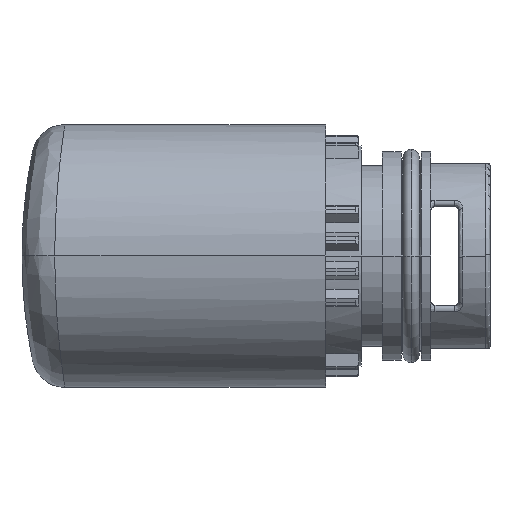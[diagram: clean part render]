
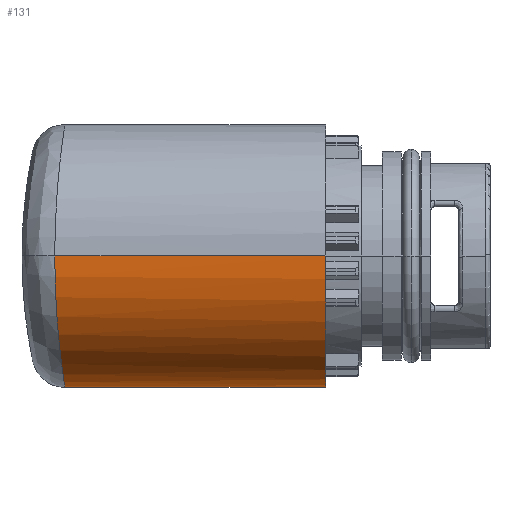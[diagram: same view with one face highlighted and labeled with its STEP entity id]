
A CAD part, left-side view. The second image highlights one B-rep face of the part: STEP entity #131.
In plain terms, the highlighted cylindrical face has radius 8 mm (diameter 16 mm), a partial arc.
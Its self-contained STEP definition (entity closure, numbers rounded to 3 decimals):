
#131=ADVANCED_FACE('',(#652),#653,.T.);
#652=FACE_OUTER_BOUND('',#1621,.T.);
#653=CYLINDRICAL_SURFACE('',#1622,8.0);
#1621=EDGE_LOOP('',(#4025,#4026,#4027,#4028,#4029,#4030,#4031));
#1622=AXIS2_PLACEMENT_3D('',#4032,#4033,#4034);
#4025=ORIENTED_EDGE('',*,*,#7676,.F.);
#4026=ORIENTED_EDGE('',*,*,#7677,.F.);
#4027=ORIENTED_EDGE('',*,*,#7678,.F.);
#4028=ORIENTED_EDGE('',*,*,#7679,.T.);
#4029=ORIENTED_EDGE('',*,*,#7680,.F.);
#4030=ORIENTED_EDGE('',*,*,#7681,.T.);
#4031=ORIENTED_EDGE('',*,*,#7682,.T.);
#4032=CARTESIAN_POINT('',(0.0,-20.925,0.0));
#4033=DIRECTION('',(0.0,-1.0,0.0));
#4034=DIRECTION('',(1.0,0.0,0.0));
#7676=EDGE_CURVE('',#9142,#9143,#9144,.T.);
#7677=EDGE_CURVE('',#9145,#9142,#9146,.T.);
#7678=EDGE_CURVE('',#9147,#9145,#9148,.T.);
#7679=EDGE_CURVE('',#9147,#9149,#9150,.T.);
#7680=EDGE_CURVE('',#9151,#9149,#9152,.T.);
#7681=EDGE_CURVE('',#9151,#9153,#9154,.T.);
#7682=EDGE_CURVE('',#9153,#9143,#9155,.T.);
#9142=VERTEX_POINT('',#11404);
#9143=VERTEX_POINT('',#11405);
#9144=LINE('',#11406,#11407);
#9145=VERTEX_POINT('',#11408);
#9146=CIRCLE('',#11409,8.0);
#9147=VERTEX_POINT('',#11410);
#9148=LINE('',#11411,#11412);
#9149=VERTEX_POINT('',#11413);
#9150=B_SPLINE_CURVE_WITH_KNOTS('',3,(#11414,#11415,#11416,#11417,#11418,#11419,#11420,#11421,#11422,#11423,#11424,#11425,#11426),.UNSPECIFIED.,.F.,.F.,(4,1,1,1,1,1,1,1,1,1,4),(0.0,0.1,0.2,0.3,0.4,0.5,0.6,0.7,0.8,0.9,1.0),.UNSPECIFIED.);
#9151=VERTEX_POINT('',#11427);
#9152=LINE('',#11428,#11429);
#9153=VERTEX_POINT('',#11430);
#9154=B_SPLINE_CURVE_WITH_KNOTS('',3,(#11431,#11432,#11433,#11434,#11435,#11436),.UNSPECIFIED.,.F.,.F.,(4,1,1,4),(0.0,0.333,0.667,1.0),.UNSPECIFIED.);
#9155=B_SPLINE_CURVE_WITH_KNOTS('',3,(#11437,#11438,#11439,#11440,#11441,#11442,#11443,#11444,#11445,#11446,#11447,#11448),.UNSPECIFIED.,.F.,.F.,(4,1,1,1,1,1,1,1,1,4),(0.0,0.111,0.222,0.333,0.444,0.556,0.667,0.778,0.889,1.0),.UNSPECIFIED.);
#11404=CARTESIAN_POINT('',(8.0,-9.5,0.));
#11405=CARTESIAN_POINT('',(8.,-9.25,0.));
#11406=CARTESIAN_POINT('',(8.0,-1.25,0.));
#11407=VECTOR('',#15079,1.0);
#11408=CARTESIAN_POINT('',(-8.0,-9.5,0.0));
#11409=AXIS2_PLACEMENT_3D('',#15080,#15081,#15082);
#11410=CARTESIAN_POINT('',(-8.,7.0,0.));
#11411=CARTESIAN_POINT('',(-8.0,-1.25,0.));
#11412=VECTOR('',#15083,1.0);
#11413=CARTESIAN_POINT('',(0.0,6.388,-8.));
#11414=CARTESIAN_POINT('',(-8.,7.0,0.));
#11415=CARTESIAN_POINT('',(-8.,7.,-0.415));
#11416=CARTESIAN_POINT('',(-7.935,6.99,-1.248));
#11417=CARTESIAN_POINT('',(-7.644,6.947,-2.471));
#11418=CARTESIAN_POINT('',(-7.163,6.879,-3.636));
#11419=CARTESIAN_POINT('',(-6.504,6.792,-4.715));
#11420=CARTESIAN_POINT('',(-5.682,6.696,-5.679));
#11421=CARTESIAN_POINT('',(-4.718,6.599,-6.502));
#11422=CARTESIAN_POINT('',(-3.64,6.511,-7.161));
#11423=CARTESIAN_POINT('',(-2.475,6.442,-7.642));
#11424=CARTESIAN_POINT('',(-1.252,6.398,-7.935));
#11425=CARTESIAN_POINT('',(-0.417,6.388,-8.));
#11426=CARTESIAN_POINT('',(0.0,6.388,-8.));
#11427=CARTESIAN_POINT('',(0.0,-3.606,-8.0));
#11428=CARTESIAN_POINT('',(0.0,-3.606,-8.0));
#11429=VECTOR('',#15084,9.993);
#11430=CARTESIAN_POINT('',(2.211,-4.764,-7.688));
#11431=CARTESIAN_POINT('',(0.0,-3.606,-8.0));
#11432=CARTESIAN_POINT('',(0.257,-3.744,-8.));
#11433=CARTESIAN_POINT('',(0.765,-4.017,-7.975));
#11434=CARTESIAN_POINT('',(1.513,-4.413,-7.867));
#11435=CARTESIAN_POINT('',(1.983,-4.652,-7.754));
#11436=CARTESIAN_POINT('',(2.211,-4.764,-7.688));
#11437=CARTESIAN_POINT('',(2.211,-4.764,-7.688));
#11438=CARTESIAN_POINT('',(2.559,-4.936,-7.588));
#11439=CARTESIAN_POINT('',(3.27,-5.35,-7.332));
#11440=CARTESIAN_POINT('',(4.356,-6.122,-6.755));
#11441=CARTESIAN_POINT('',(5.467,-7.012,-5.894));
#11442=CARTESIAN_POINT('',(6.337,-7.756,-4.935));
#11443=CARTESIAN_POINT('',(7.005,-8.346,-3.923));
#11444=CARTESIAN_POINT('',(7.485,-8.779,-2.894));
#11445=CARTESIAN_POINT('',(7.803,-9.069,-1.866));
#11446=CARTESIAN_POINT('',(7.971,-9.224,-0.871));
#11447=CARTESIAN_POINT('',(8.,-9.25,-0.279));
#11448=CARTESIAN_POINT('',(8.,-9.25,0.));
#15079=DIRECTION('',(-0.0,1.0,-0.0));
#15080=CARTESIAN_POINT('',(0.0,-9.5,0.0));
#15081=DIRECTION('',(0.0,-1.0,0.0));
#15082=DIRECTION('',(-1.0,0.0,0.0));
#15083=DIRECTION('',(0.0,-1.0,0.0));
#15084=DIRECTION('',(0.0,1.0,0.));
